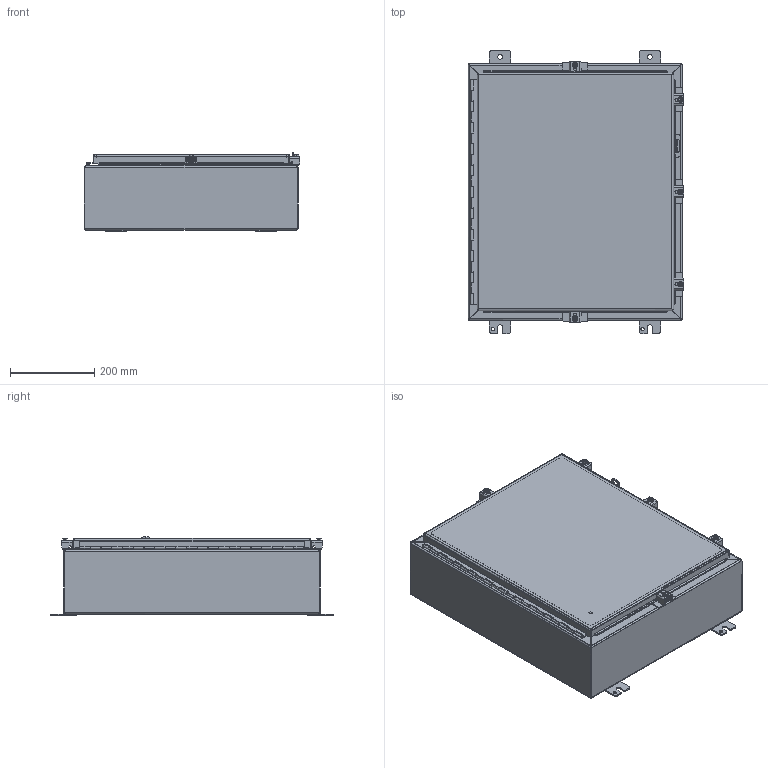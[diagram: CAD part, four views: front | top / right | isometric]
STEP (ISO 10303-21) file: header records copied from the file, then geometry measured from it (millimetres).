
FILE_DESCRIPTION(/* description */ ('MTG FT,N4 & N12,SS,316,2X2.5'),/* implementation_level */ '2;1');
FILE_NAME(/* name */ 'SSN4242006A.stp',/* time_stamp */ '2016-11-07T21:49:38+05:00',/* author */ ('vdas'),/* organization */ ('HUBBELL WIEGMANN'),/* preprocessor_version */ 'ST-DEVELOPER v16.1',/* originating_system */ 'Autodesk Inventor 2016',/* authorisation */ 'MATTHEW SUMMERS');
FILE_SCHEMA (('AUTOMOTIVE_DESIGN { 1 0 10303 214 3 1 1 }'));
Length unit declared in the file: inch
Products named in the file (19): 34839; 38415; SSN4242006ABKP; 3298; 22x18; 38846; SSN42420ALID; 32874-24T; 32874-24L; 32874-24P; 32874-24; 38859; HFW30828 & HFW30829 CLAMP; HFW30828 & HFW30829 SCREW; HFW30828 & HFW30829 WASHER; 30819; HFW30828 & HFW30829 SPRING; HFW30828; SSN4242006A
Assembly tree (32 placements, depth 3):
  SSN4242006A
    34839  x4
    38415
    SSN4242006ABKP
    3298
    22x18
    38846
    SSN42420ALID
    32874-24
      32874-24T
      32874-24L
      32874-24P
    38859  x4
    HFW30828  x5
      HFW30828 & HFW30829 CLAMP
      HFW30828 & HFW30829 SCREW
      HFW30828 & HFW30829 WASHER
      HFW30828 & HFW30829 SPRING
    30819  x5
Bounding box: 512.65 x 673.1 x 186.82 mm (x, y, z)
Volume: 1875396.6 mm3; surface area: 2347964.3 mm2
Topology: 37 solids, 117 shells, 1246 faces, 3264 edges, 2195 vertices
Faces by surface type: plane 634, cylinder 343, bspline 202, cone 56, torus 11
Full cylindrical faces by diameter (mm): 3.048 x1, 3.967 x1, 5.359 x5, 6.35 x1, 7.163 x5, 7.95 x4, 8.382 x8, 8.56 x1, 8.89 x5, 11.125 x4, 12.7 x1, 13.208 x5, 15.875 x9
Entity records: 27366 total; most frequent: CARTESIAN_POINT 10275, ORIENTED_EDGE 3396, DIRECTION 3189, EDGE_CURVE 1728, VERTEX_POINT 1114, LINE 1109, VECTOR 1109, AXIS2_PLACEMENT_3D 1040
